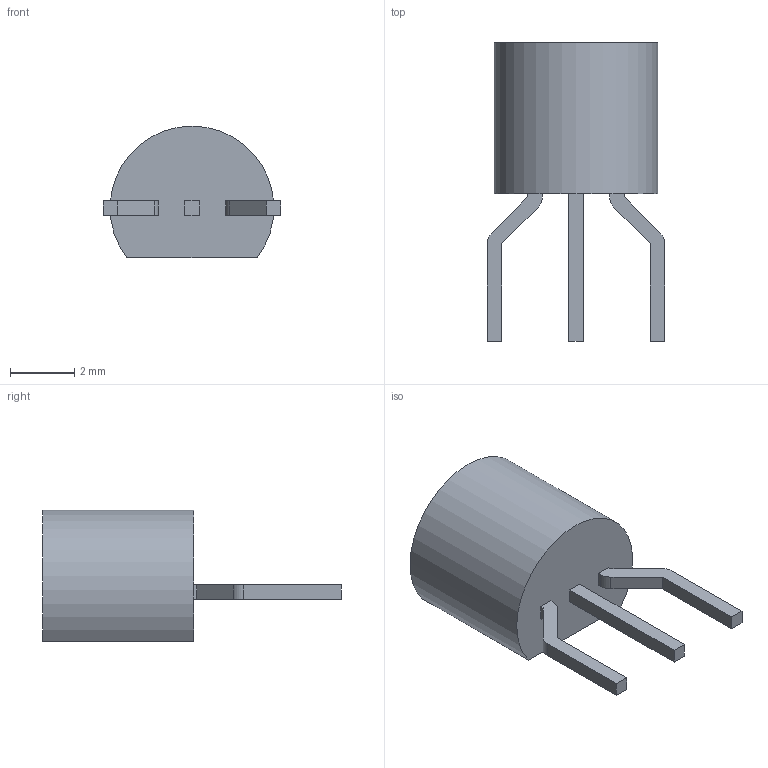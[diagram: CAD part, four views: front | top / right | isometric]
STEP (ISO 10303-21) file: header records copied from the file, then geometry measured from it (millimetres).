
FILE_DESCRIPTION(/* description */ (''),/* implementation_level */ '2;1');
FILE_NAME(/* name */ 'TO92 .step',/* time_stamp */ '2019-02-22T12:23:47-08:00',/* author */ (''),/* organization */ (''),/* preprocessor_version */ 'ST-DEVELOPER v17.2',/* originating_system */ 'Autodesk Translation Framework v7.6.0.251',/* authorisation */ '');
FILE_SCHEMA (('AUTOMOTIVE_DESIGN { 1 0 10303 214 3 1 1 }'));
Length unit declared in the file: millimetre
Products named in the file (1): TO92
Bounding box: 5.53 x 9.3 x 4.1 mm (x, y, z)
Volume: 85.7 mm3; surface area: 134.2 mm2
Topology: 1 solids, 1 shells, 31 faces, 78 edges, 52 vertices
Faces by surface type: plane 26, cylinder 5
Entity records: 973 total; most frequent: CARTESIAN_POINT 162, ORIENTED_EDGE 156, DIRECTION 152, EDGE_CURVE 78, LINE 68, VECTOR 68, VERTEX_POINT 52, AXIS2_PLACEMENT_3D 42
